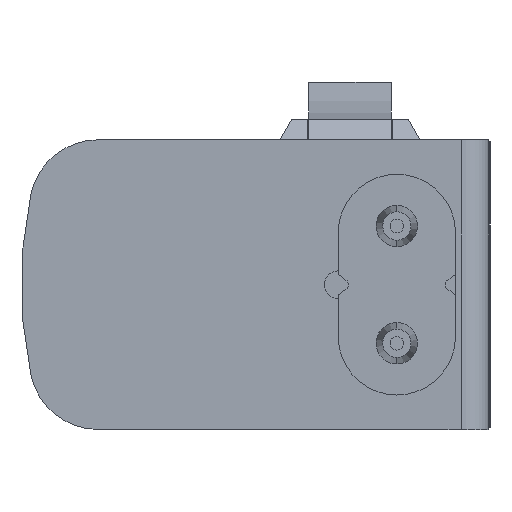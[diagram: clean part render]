
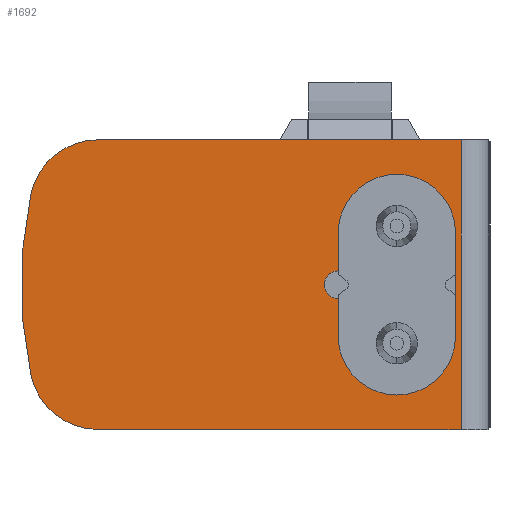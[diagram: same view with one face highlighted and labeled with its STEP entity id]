
A CAD part, left-side view. The second image highlights one B-rep face of the part: STEP entity #1692.
In plain terms, the highlighted planar face has unit normal (-1, 0, 0).
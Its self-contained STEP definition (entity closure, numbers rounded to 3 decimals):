
#6 = VERTEX_POINT ( 'NONE', #3338 ) ;
#65 = CIRCLE ( 'NONE', #1944, 4.25 ) ;
#80 = CARTESIAN_POINT ( 'NONE',  ( -285.5, 4., 0. ) ) ;
#102 = DIRECTION ( 'NONE',  ( 0., 0., -1. ) ) ;
#112 = EDGE_LOOP ( 'NONE', ( #805, #1772, #489, #3056, #3312, #2089, #1399 ) ) ;
#117 = DIRECTION ( 'NONE',  ( -1., 0., 0. ) ) ;
#166 = ORIENTED_EDGE ( 'NONE', *, *, #1663, .T. ) ;
#172 = CARTESIAN_POINT ( 'NONE',  ( -285.5, 6.75, 8. ) ) ;
#220 = CARTESIAN_POINT ( 'NONE',  ( -285.5, 2.5, 3.75 ) ) ;
#222 = VERTEX_POINT ( 'NONE', #2009 ) ;
#247 = CIRCLE ( 'NONE', #2065, 30. ) ;
#270 = VECTOR ( 'NONE', #1052, 1000. ) ;
#284 = EDGE_CURVE ( 'NONE', #1275, #6, #1579, .T. ) ;
#299 = EDGE_CURVE ( 'NONE', #2980, #1275, #3055, .T. ) ;
#333 = DIRECTION ( 'NONE',  ( 0., 0., -1. ) ) ;
#371 = DIRECTION ( 'NONE',  ( -1., 0., 0. ) ) ;
#399 = VERTEX_POINT ( 'NONE', #220 ) ;
#415 = EDGE_CURVE ( 'NONE', #2228, #1023, #3258, .T. ) ;
#423 = DIRECTION ( 'NONE',  ( 1., 0., 0. ) ) ;
#433 = ORIENTED_EDGE ( 'NONE', *, *, #2931, .F. ) ;
#489 = ORIENTED_EDGE ( 'NONE', *, *, #1542, .F. ) ;
#540 = ORIENTED_EDGE ( 'NONE', *, *, #2259, .T. ) ;
#551 = ORIENTED_EDGE ( 'NONE', *, *, #2662, .F. ) ;
#589 = VERTEX_POINT ( 'NONE', #3360 ) ;
#612 = CARTESIAN_POINT ( 'NONE',  ( -285.5, 11., 0. ) ) ;
#614 = CARTESIAN_POINT ( 'NONE',  ( -285.5, 33.265, 6.6 ) ) ;
#677 = DIRECTION ( 'NONE',  ( -1., 0., 0. ) ) ;
#805 = ORIENTED_EDGE ( 'NONE', *, *, #299, .F. ) ;
#850 = DIRECTION ( 'NONE',  ( 0., 0., 1. ) ) ;
#863 = EDGE_CURVE ( 'NONE', #1360, #2980, #950, .T. ) ;
#875 = DIRECTION ( 'NONE',  ( 0., 0., -1. ) ) ;
#879 = EDGE_CURVE ( 'NONE', #6, #222, #2829, .T. ) ;
#880 = EDGE_LOOP ( 'NONE', ( #433, #166, #2672, #551, #540, #3127 ) ) ;
#927 = CARTESIAN_POINT ( 'NONE',  ( -285.5, 2.1, 10.5 ) ) ;
#937 = DIRECTION ( 'NONE',  ( 0., 1., 0. ) ) ;
#940 = FACE_BOUND ( 'NONE', #112, .T. ) ;
#950 = LINE ( 'NONE', #2161, #2133 ) ;
#980 = DIRECTION ( 'NONE',  ( 0., 0., 1. ) ) ;
#1023 = VERTEX_POINT ( 'NONE', #3292 ) ;
#1037 = AXIS2_PLACEMENT_3D ( 'NONE', #1666, #117, #1912 ) ;
#1052 = DIRECTION ( 'NONE',  ( 0., 1., 0. ) ) ;
#1081 = VECTOR ( 'NONE', #3250, 1000. ) ;
#1216 = VERTEX_POINT ( 'NONE', #1885 ) ;
#1222 = CIRCLE ( 'NONE', #2203, 5. ) ;
#1248 = CARTESIAN_POINT ( 'NONE',  ( -285.5, 6.75, 3.75 ) ) ;
#1275 = VERTEX_POINT ( 'NONE', #2949 ) ;
#1360 = VERTEX_POINT ( 'NONE', #1437 ) ;
#1399 = ORIENTED_EDGE ( 'NONE', *, *, #284, .F. ) ;
#1437 = CARTESIAN_POINT ( 'NONE',  ( -285.5, 11., 3.75 ) ) ;
#1467 = DIRECTION ( 'NONE',  ( -1., 0., 0. ) ) ;
#1469 = EDGE_CURVE ( 'NONE', #222, #399, #2336, .T. ) ;
#1505 = DIRECTION ( 'NONE',  ( 0., 0., 1. ) ) ;
#1515 = AXIS2_PLACEMENT_3D ( 'NONE', #612, #677, #980 ) ;
#1542 = EDGE_CURVE ( 'NONE', #1682, #1360, #2084, .T. ) ;
#1556 = CARTESIAN_POINT ( 'NONE',  ( -285.5, 0., -10.5 ) ) ;
#1579 = LINE ( 'NONE', #2443, #2284 ) ;
#1603 = FACE_OUTER_BOUND ( 'NONE', #880, .T. ) ;
#1652 = VECTOR ( 'NONE', #850, 1000. ) ;
#1654 = DIRECTION ( 'NONE',  ( -1., 0., 0. ) ) ;
#1663 = EDGE_CURVE ( 'NONE', #1216, #2228, #1776, .T. ) ;
#1666 = CARTESIAN_POINT ( 'NONE',  ( -285.5, 6.75, -3.75 ) ) ;
#1682 = VERTEX_POINT ( 'NONE', #172 ) ;
#1692 = ADVANCED_FACE ( 'NONE', ( #940, #1603 ), #2234, .T. ) ;
#1772 = ORIENTED_EDGE ( 'NONE', *, *, #863, .F. ) ;
#1776 = LINE ( 'NONE', #927, #1081 ) ;
#1827 = EDGE_CURVE ( 'NONE', #589, #3107, #1222, .T. ) ;
#1853 = VECTOR ( 'NONE', #937, 1000. ) ;
#1870 = AXIS2_PLACEMENT_3D ( 'NONE', #2764, #1467, #3273 ) ;
#1880 = DIRECTION ( 'NONE',  ( -1., 0., 0. ) ) ;
#1885 = CARTESIAN_POINT ( 'NONE',  ( -285.5, 2.1, -10.5 ) ) ;
#1909 = CARTESIAN_POINT ( 'NONE',  ( -285.5, 6.75, 3.75 ) ) ;
#1912 = DIRECTION ( 'NONE',  ( 0., 0., 1. ) ) ;
#1944 = AXIS2_PLACEMENT_3D ( 'NONE', #1248, #3054, #1505 ) ;
#1958 = CARTESIAN_POINT ( 'NONE',  ( -285.5, 28.387, 5.5 ) ) ;
#2009 = CARTESIAN_POINT ( 'NONE',  ( -285.5, 2.5, -3.75 ) ) ;
#2065 = AXIS2_PLACEMENT_3D ( 'NONE', #80, #1880, #333 ) ;
#2084 = CIRCLE ( 'NONE', #3336, 4.25 ) ;
#2089 = ORIENTED_EDGE ( 'NONE', *, *, #879, .F. ) ;
#2100 = CARTESIAN_POINT ( 'NONE',  ( -285.5, 11., 1. ) ) ;
#2133 = VECTOR ( 'NONE', #875, 1000. ) ;
#2161 = CARTESIAN_POINT ( 'NONE',  ( -285.5, 11., -3.75 ) ) ;
#2174 = DIRECTION ( 'NONE',  ( 0., 0., 1. ) ) ;
#2203 = AXIS2_PLACEMENT_3D ( 'NONE', #3207, #1654, #102 ) ;
#2228 = VERTEX_POINT ( 'NONE', #3152 ) ;
#2230 = DIRECTION ( 'NONE',  ( 0., 0., -1. ) ) ;
#2234 = PLANE ( 'NONE',  #1870 ) ;
#2259 = EDGE_CURVE ( 'NONE', #2526, #589, #247, .T. ) ;
#2284 = VECTOR ( 'NONE', #3168, 1000. ) ;
#2336 = LINE ( 'NONE', #2644, #1652 ) ;
#2443 = CARTESIAN_POINT ( 'NONE',  ( -285.5, 11., -3.75 ) ) ;
#2472 = CIRCLE ( 'NONE', #3057, 5. ) ;
#2517 = LINE ( 'NONE', #1556, #270 ) ;
#2526 = VERTEX_POINT ( 'NONE', #614 ) ;
#2644 = CARTESIAN_POINT ( 'NONE',  ( -285.5, 2.5, -3.75 ) ) ;
#2662 = EDGE_CURVE ( 'NONE', #2526, #1023, #2472, .T. ) ;
#2672 = ORIENTED_EDGE ( 'NONE', *, *, #415, .T. ) ;
#2752 = EDGE_CURVE ( 'NONE', #399, #1682, #65, .T. ) ;
#2764 = CARTESIAN_POINT ( 'NONE',  ( -285.5, 0., 0. ) ) ;
#2829 = CIRCLE ( 'NONE', #1037, 4.25 ) ;
#2931 = EDGE_CURVE ( 'NONE', #1216, #3107, #2517, .T. ) ;
#2949 = CARTESIAN_POINT ( 'NONE',  ( -285.5, 11., -1. ) ) ;
#2980 = VERTEX_POINT ( 'NONE', #2100 ) ;
#2984 = CARTESIAN_POINT ( 'NONE',  ( -285.5, 0., 10.5 ) ) ;
#3054 = DIRECTION ( 'NONE',  ( -1., 0., 0. ) ) ;
#3055 = CIRCLE ( 'NONE', #1515, 1. ) ;
#3056 = ORIENTED_EDGE ( 'NONE', *, *, #2752, .F. ) ;
#3057 = AXIS2_PLACEMENT_3D ( 'NONE', #1958, #423, #2230 ) ;
#3098 = CARTESIAN_POINT ( 'NONE',  ( -285.5, 28.387, -10.5 ) ) ;
#3107 = VERTEX_POINT ( 'NONE', #3098 ) ;
#3127 = ORIENTED_EDGE ( 'NONE', *, *, #1827, .T. ) ;
#3152 = CARTESIAN_POINT ( 'NONE',  ( -285.5, 2.1, 10.5 ) ) ;
#3168 = DIRECTION ( 'NONE',  ( 0., 0., -1. ) ) ;
#3207 = CARTESIAN_POINT ( 'NONE',  ( -285.5, 28.387, -5.5 ) ) ;
#3250 = DIRECTION ( 'NONE',  ( 0., 0., 1. ) ) ;
#3258 = LINE ( 'NONE', #2984, #1853 ) ;
#3273 = DIRECTION ( 'NONE',  ( 0., 0., -1. ) ) ;
#3292 = CARTESIAN_POINT ( 'NONE',  ( -285.5, 28.387, 10.5 ) ) ;
#3312 = ORIENTED_EDGE ( 'NONE', *, *, #1469, .F. ) ;
#3336 = AXIS2_PLACEMENT_3D ( 'NONE', #1909, #371, #2174 ) ;
#3338 = CARTESIAN_POINT ( 'NONE',  ( -285.5, 11., -3.75 ) ) ;
#3360 = CARTESIAN_POINT ( 'NONE',  ( -285.5, 33.265, -6.6 ) ) ;
